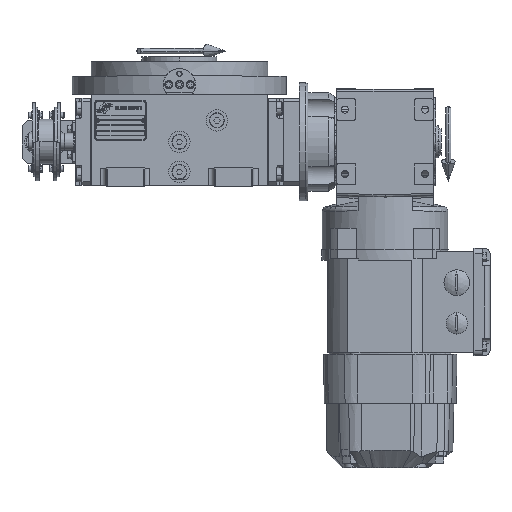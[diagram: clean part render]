
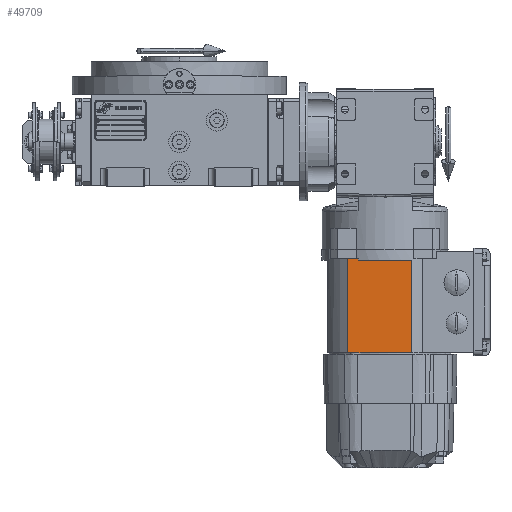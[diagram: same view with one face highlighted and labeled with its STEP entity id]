
A CAD part, top view. The second image highlights one B-rep face of the part: STEP entity #49709.
In plain terms, the highlighted face is planar.
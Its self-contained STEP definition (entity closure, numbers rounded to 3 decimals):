
#4200 = CARTESIAN_POINT ( 'NONE',  ( 109.14, 34.743, -30.5 ) ) ;
#4843 = LINE ( 'NONE', #50607, #7498 ) ;
#5549 = DIRECTION ( 'NONE',  ( 1., 0., 0. ) ) ;
#7498 = VECTOR ( 'NONE', #5549, 1000. ) ;
#10197 = VECTOR ( 'NONE', #32054, 1000. ) ;
#10279 = CARTESIAN_POINT ( 'NONE',  ( 109.14, 24.875, -30.5 ) ) ;
#14349 = CARTESIAN_POINT ( 'NONE',  ( 110.5, 24.875, -30.5 ) ) ;
#15133 = VERTEX_POINT ( 'NONE', #14349 ) ;
#15200 = ORIENTED_EDGE ( 'NONE', *, *, #70892, .T. ) ;
#18229 = LINE ( 'NONE', #83706, #137588 ) ;
#21860 = LINE ( 'NONE', #42963, #10197 ) ;
#22152 = VERTEX_POINT ( 'NONE', #118538 ) ;
#23043 = PLANE ( 'NONE',  #96105 ) ;
#29296 = CARTESIAN_POINT ( 'NONE',  ( 197., -24.875, -30.5 ) ) ;
#29910 = EDGE_CURVE ( 'NONE', #15133, #22152, #134132, .T. ) ;
#31803 = DIRECTION ( 'NONE',  ( 0., -1., 0. ) ) ;
#32054 = DIRECTION ( 'NONE',  ( 0., -1., 0. ) ) ;
#33845 = VECTOR ( 'NONE', #132047, 1000. ) ;
#37884 = ORIENTED_EDGE ( 'NONE', *, *, #94685, .F. ) ;
#39368 = VERTEX_POINT ( 'NONE', #29296 ) ;
#42963 = CARTESIAN_POINT ( 'NONE',  ( 109.14, 14.743, -30.5 ) ) ;
#46875 = DIRECTION ( 'NONE',  ( 0., -1., 0. ) ) ;
#49709 = ADVANCED_FACE ( 'NONE', ( #62376 ), #23043, .T. ) ;
#50607 = CARTESIAN_POINT ( 'NONE',  ( 86.779, 34.743, -30.5 ) ) ;
#53727 = ORIENTED_EDGE ( 'NONE', *, *, #103995, .F. ) ;
#54229 = LINE ( 'NONE', #98630, #33845 ) ;
#55610 = CARTESIAN_POINT ( 'NONE',  ( 110.5, 0., -30.5 ) ) ;
#62376 = FACE_OUTER_BOUND ( 'NONE', #120336, .T. ) ;
#63188 = DIRECTION ( 'NONE',  ( 1., 0., 0. ) ) ;
#63285 = VERTEX_POINT ( 'NONE', #10279 ) ;
#70892 = EDGE_CURVE ( 'NONE', #132991, #104353, #4843, .T. ) ;
#75445 = CARTESIAN_POINT ( 'NONE',  ( 110.5, 0., -30.5 ) ) ;
#78481 = EDGE_CURVE ( 'NONE', #63285, #15133, #54229, .T. ) ;
#83706 = CARTESIAN_POINT ( 'NONE',  ( 197., 0., -30.5 ) ) ;
#85801 = LINE ( 'NONE', #129378, #89410 ) ;
#89410 = VECTOR ( 'NONE', #63188, 1000. ) ;
#90609 = CARTESIAN_POINT ( 'NONE',  ( 197., 34.743, -30.5 ) ) ;
#94685 = EDGE_CURVE ( 'NONE', #39368, #104353, #18229, .T. ) ;
#95834 = EDGE_CURVE ( 'NONE', #132991, #63285, #21860, .T. ) ;
#96022 = DIRECTION ( 'NONE',  ( 0., 1., 0. ) ) ;
#96105 = AXIS2_PLACEMENT_3D ( 'NONE', #75445, #97296, #31803 ) ;
#97296 = DIRECTION ( 'NONE',  ( 0., 0., -1. ) ) ;
#98525 = ORIENTED_EDGE ( 'NONE', *, *, #95834, .F. ) ;
#98630 = CARTESIAN_POINT ( 'NONE',  ( 198.5, 24.875, -30.5 ) ) ;
#103439 = ORIENTED_EDGE ( 'NONE', *, *, #29910, .F. ) ;
#103995 = EDGE_CURVE ( 'NONE', #22152, #39368, #85801, .T. ) ;
#104353 = VERTEX_POINT ( 'NONE', #90609 ) ;
#117160 = ORIENTED_EDGE ( 'NONE', *, *, #78481, .F. ) ;
#118538 = CARTESIAN_POINT ( 'NONE',  ( 110.5, -24.875, -30.5 ) ) ;
#119563 = VECTOR ( 'NONE', #46875, 1000. ) ;
#120336 = EDGE_LOOP ( 'NONE', ( #37884, #53727, #103439, #117160, #98525, #15200 ) ) ;
#129378 = CARTESIAN_POINT ( 'NONE',  ( 198.5, -24.875, -30.5 ) ) ;
#132047 = DIRECTION ( 'NONE',  ( 1., 0., 0. ) ) ;
#132991 = VERTEX_POINT ( 'NONE', #4200 ) ;
#134132 = LINE ( 'NONE', #55610, #119563 ) ;
#137588 = VECTOR ( 'NONE', #96022, 1000. ) ;
